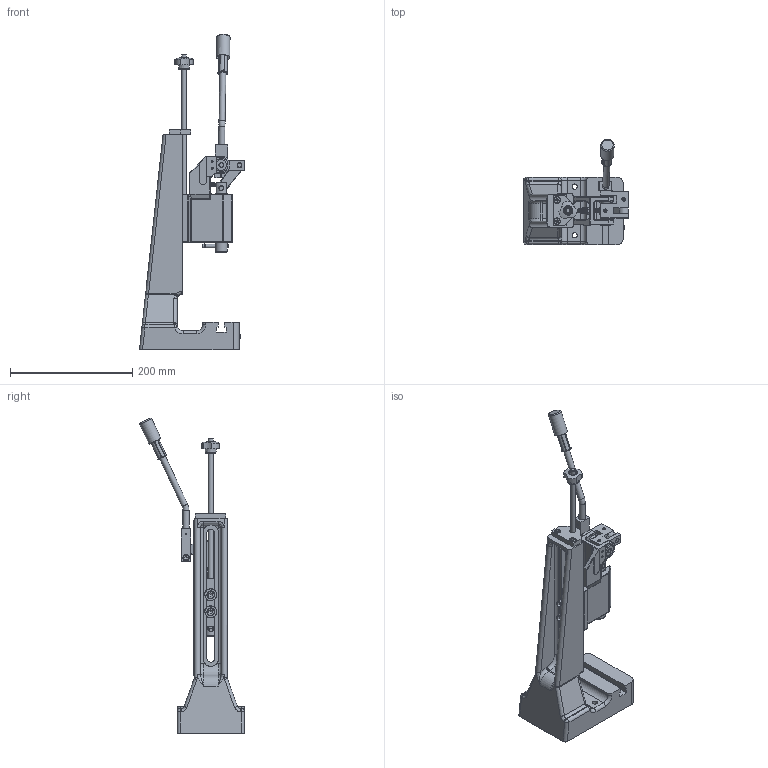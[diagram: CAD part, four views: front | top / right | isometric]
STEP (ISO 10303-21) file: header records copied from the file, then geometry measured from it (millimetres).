
FILE_DESCRIPTION(/* description */ ('EP 500-40'),/* implementation_level */ '2;1');
FILE_NAME(/* name */ 'EP_0500_040.stp',/* time_stamp */ '2019-11-27T08:15:24+01:00',/* author */ ('RFinsterle'),/* organization */ (''),/* preprocessor_version */ 'ST-DEVELOPER v17',/* originating_system */ 'Autodesk Inventor 2018',/* authorisation */ '');
FILE_SCHEMA (('AUTOMOTIVE_DESIGN { 1 0 10303 214 3 1 1 }'));
Products named in the file (5): ENG-000186_V; ENG-000227_V; ENG-000181_V; ENG-000035; ENG-000755
Assembly tree (5 placements, depth 2):
  ENG-000186_V
    ENG-000227_V
    ENG-000181_V
    ENG-000035
    ENG-000755  x2
Bounding box: 172.13 x 171.4 x 517.37 mm (x, y, z)
Volume: 1218950.8 mm3; surface area: 273894 mm2
Topology: 6 solids, 6 shells, 4697 faces, 13025 edges, 8590 vertices
Faces by surface type: plane 2760, bspline 1384, cylinder 311, cone 111, torus 78, sphere 53
Full cylindrical faces by diameter (mm): 1 x2, 3 x8, 3.15 x1, 3.242 x2, 3.3 x2, 4 x1, 4.134 x2, 4.917 x2, 5 x3, 6 x27, 6.1 x1, 6.5 x2, 6.647 x2, 7.98 x2, 8 x7, 8.02 x4, 8.03 x4, 8.5 x4, 9.5 x1, 9.98 x2, 10 x5, 10.5 x1, 11 x3, 13 x2, 20 x4, 21.667 x1
Entity records: 174321 total; most frequent: CARTESIAN_POINT 58391, ORIENTED_EDGE 25900, DIRECTION 17772, EDGE_CURVE 12950, LINE 8942, VECTOR 8942, VERTEX_POINT 8575, EDGE_LOOP 5069
